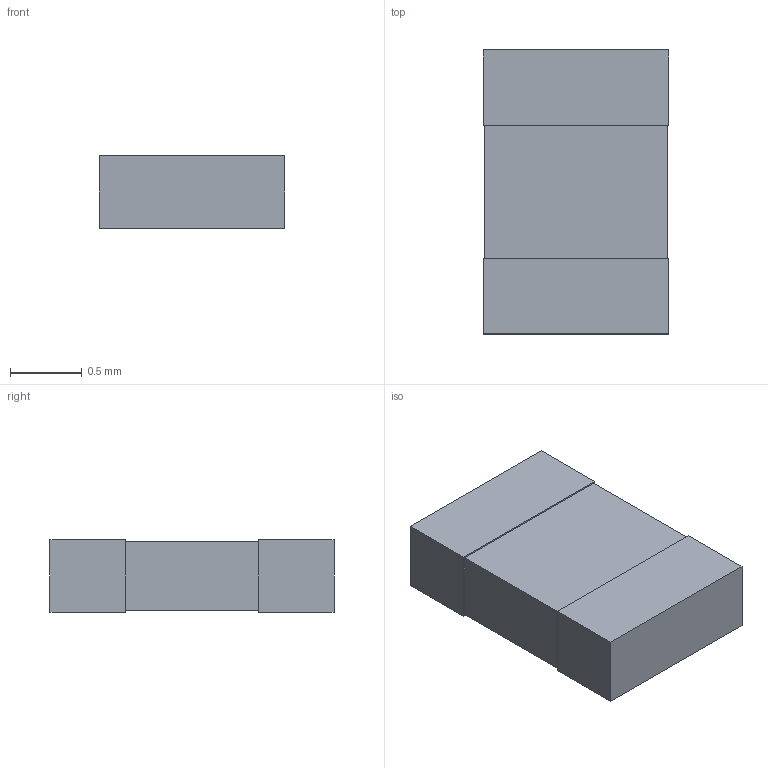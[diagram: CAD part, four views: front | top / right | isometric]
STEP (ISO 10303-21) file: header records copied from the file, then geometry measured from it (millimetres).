
FILE_DESCRIPTION((''),'2;1');
FILE_NAME('1R0M05.stp','2017-12-19T17:14:32',(''),(''),'Mechanical Desktop 2011','Mechanical Desktop 2011',', , ');
FILE_SCHEMA(('CONFIG_CONTROL_DESIGN'));
Length unit declared in the file: millimetre
Products named in the file (1): Product
Bounding box: 1.3 x 1.99 x 0.51 mm (x, y, z)
Volume: 1.3 mm3; surface area: 26.6 mm2
Topology: 14 solids, 14 shells, 188 faces, 474 edges, 316 vertices
Faces by surface type: plane 110, cylinder 72, bspline 6
Entity records: 5731 total; most frequent: CARTESIAN_POINT 997, DIRECTION 984, ORIENTED_EDGE 948, EDGE_CURVE 474, VECTOR 330, LINE 330, AXIS2_PLACEMENT_3D 327, VERTEX_POINT 316
